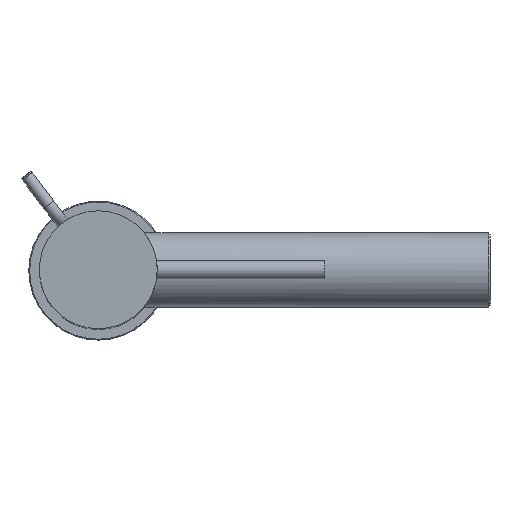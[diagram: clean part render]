
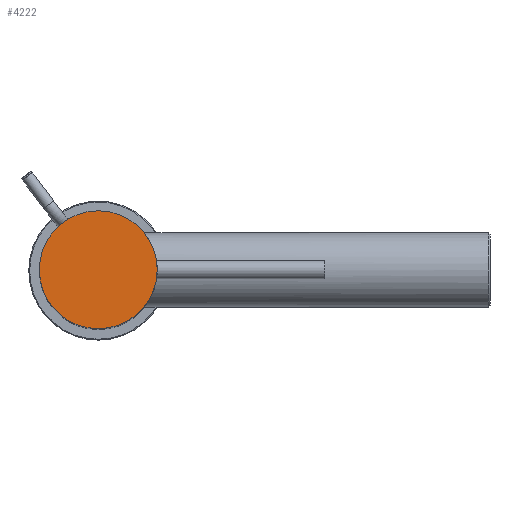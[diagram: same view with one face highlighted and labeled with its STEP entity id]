
A CAD part, top view. The second image highlights one B-rep face of the part: STEP entity #4222.
In plain terms, the highlighted face is planar.
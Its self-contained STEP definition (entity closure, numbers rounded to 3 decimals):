
#375=PLANE('',#4700);
#510=FACE_OUTER_BOUND('',#800,.T.);
#800=EDGE_LOOP('',(#3223));
#1090=CIRCLE('',#4696,19.);
#1888=VERTEX_POINT('',#7249);
#2355=EDGE_CURVE('',#1888,#1888,#1090,.T.);
#3223=ORIENTED_EDGE('',*,*,#2355,.F.);
#4222=ADVANCED_FACE('',(#510),#375,.F.);
#4696=AXIS2_PLACEMENT_3D('',#7251,#5569,#5570);
#4700=AXIS2_PLACEMENT_3D('',#7277,#5578,#5579);
#5569=DIRECTION('center_axis',(0.,-1.,0.));
#5570=DIRECTION('ref_axis',(1.,0.,0.));
#5578=DIRECTION('center_axis',(0.,-1.,0.));
#5579=DIRECTION('ref_axis',(-1.,0.,0.));
#7249=CARTESIAN_POINT('',(19.,10.,0.));
#7251=CARTESIAN_POINT('Origin',(0.,10.,0.));
#7277=CARTESIAN_POINT('Origin',(0.,10.,0.));
